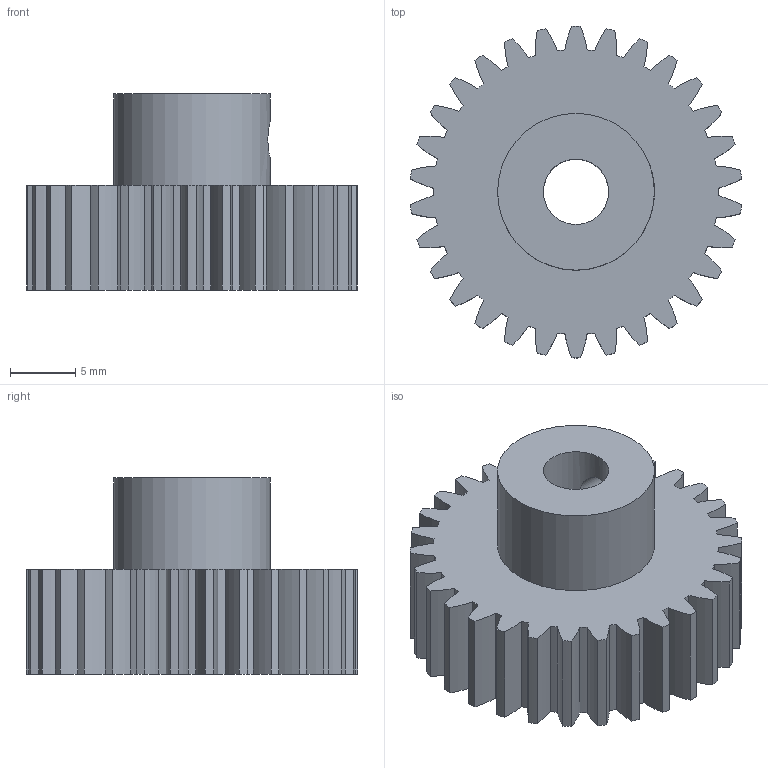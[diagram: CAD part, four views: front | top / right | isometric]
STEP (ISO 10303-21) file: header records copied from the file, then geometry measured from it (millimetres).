
FILE_DESCRIPTION(/* description */ (''),/* implementation_level */ '2;1');
FILE_NAME(/* name */ 'gear.stp',/* author */ ('Jan Olencki')/* preprocessor_version */ 'ST-DEVELOPER v18');
FILE_SCHEMA (('AUTOMOTIVE_DESIGN { 1 0 10303 214 3 1 1 }'));
Length unit declared in the file: millimetre
Products named in the file (1): Gear 2
Bounding box: 25.31 x 25.39 x 15 mm (x, y, z)
Volume: 4002 mm3; surface area: 2574.3 mm2
Topology: 1 solids, 1 shells, 126 faces, 374 edges, 250 vertices
Faces by surface type: cylinder 123, plane 3
Full cylindrical faces by diameter (mm): 3 x1, 5 x1, 12 x1
Entity records: 4495 total; most frequent: DIRECTION 868, CARTESIAN_POINT 821, ORIENTED_EDGE 748, EDGE_CURVE 374, AXIS2_PLACEMENT_3D 372, VERTEX_POINT 250, CIRCLE 245, EDGE_LOOP 130
